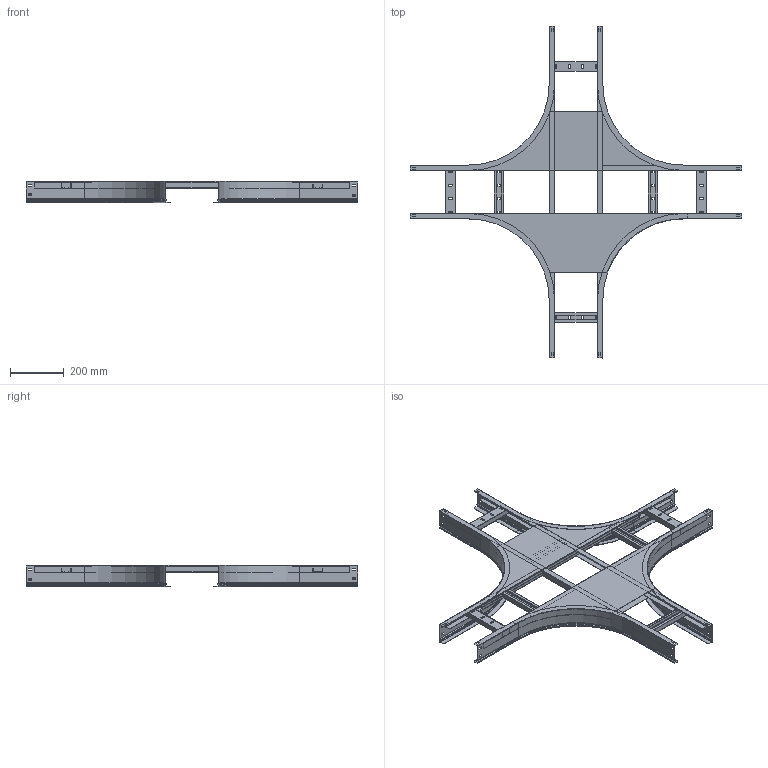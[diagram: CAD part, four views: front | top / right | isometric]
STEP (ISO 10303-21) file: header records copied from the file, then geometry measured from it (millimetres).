
FILE_DESCRIPTION (( 'STEP AP214' ), '1' );
FILE_NAME ('CKR04-4-80x200.STEP', '2021-03-10T05:31:15', ( '' ), ( '' ), 'SwSTEP 2.0', 'SolidWorks 2017', '' );
FILE_SCHEMA (( 'AUTOMOTIVE_DESIGN' ));
Length unit declared in the file: millimetre
Products named in the file (8): 岓臍 195.01.20 捘 冓憵-00_-00 (200); ÊÈÂÀ 195.01.05 Ï-ïðîôèëü-00_668.2; 岓臍 195.01.10 捘 冓憵-00_-00 (1174); ÊÈÂÀ 195.01.02 Ïëàñòèíà ñîåäèíèòåëüíàÿ-00_-00 (200); ÊÈÂÀ 195.01.01 Ëîíæåðîí áàçîâûé-00_-01; ÊÈÂÀ 195.01.03_Ïëàíêà ïîïåðå÷íàÿ-00_-00; ÊÈÂÀ 195.01.04 Ï-ïðîôèëü-00_-00 (1174); CKR04-4-80x200
Assembly tree (21 placements, depth 3):
  CKR04-4-80x200
    岓臍 195.01.10 捘 冓憵-00_-00 (1174)
      ÊÈÂÀ 195.01.04 Ï-ïðîôèëü-00_-00 (1174)  x2
      ÊÈÂÀ 195.01.03_Ïëàíêà ïîïåðå÷íàÿ-00_-00  x4
    岓臍 195.01.20 捘 冓憵-00_-00 (200)  x2
      ÊÈÂÀ 195.01.05 Ï-ïðîôèëü-00_668.2
      ÊÈÂÀ 195.01.03_Ïëàíêà ïîïåðå÷íàÿ-00_-00
    ÊÈÂÀ 195.01.02 Ïëàñòèíà ñîåäèíèòåëüíàÿ-00_-00 (200)  x4
    ÊÈÂÀ 195.01.01 Ëîíæåðîí áàçîâûé-00_-01  x4
Bounding box: 1234 x 1234 x 81.2 mm (x, y, z)
Volume: 1494332.9 mm3; surface area: 2529148.2 mm2
Topology: 22 solids, 22 shells, 1076 faces, 2808 edges, 1776 vertices
Faces by surface type: plane 828, cylinder 208, torus 24, cone 16
Entity records: 7402 total; most frequent: CARTESIAN_POINT 1236, DIRECTION 1228, ORIENTED_EDGE 1200, EDGE_CURVE 600, LINE 492, VECTOR 492, VERTEX_POINT 376, AXIS2_PLACEMENT_3D 368
